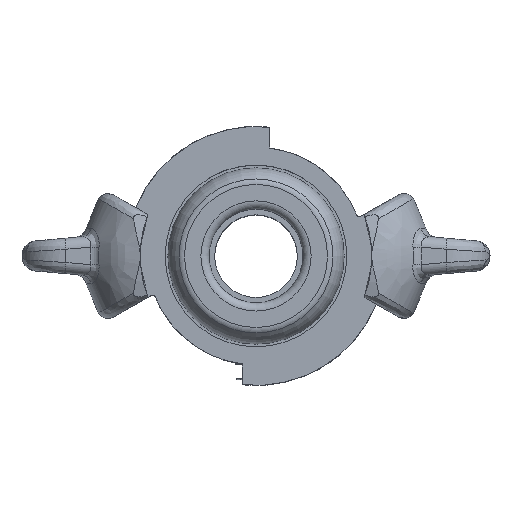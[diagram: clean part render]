
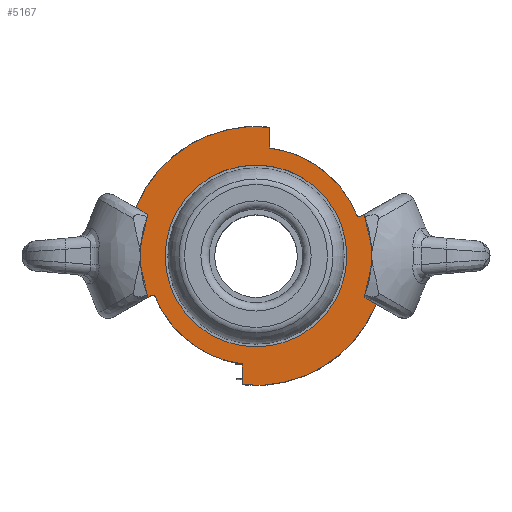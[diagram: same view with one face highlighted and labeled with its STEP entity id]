
A CAD part, top view. The second image highlights one B-rep face of the part: STEP entity #5167.
In plain terms, the highlighted planar face has unit normal (0, 0, 1).
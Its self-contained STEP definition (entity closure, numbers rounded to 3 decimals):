
#44=FACE_BOUND('',#1140,.T.);
#114=PLANE('',#5605);
#195=LINE('',#8680,#373);
#212=LINE('',#9564,#390);
#275=LINE('',#12218,#453);
#277=LINE('',#12224,#455);
#283=LINE('',#12295,#461);
#284=LINE('',#12319,#462);
#373=VECTOR('',#5937,10.);
#390=VECTOR('',#6054,10.);
#453=VECTOR('',#6523,10.);
#455=VECTOR('',#6529,10.);
#461=VECTOR('',#6547,10.);
#462=VECTOR('',#6556,10.);
#836=FACE_OUTER_BOUND('',#1139,.T.);
#1139=EDGE_LOOP('',(#4132,#4133,#4134,#4135,#4136,#4137,#4138,#4139,#4140,
#4141,#4142,#4143,#4144,#4145));
#1140=EDGE_LOOP('',(#4146,#4147));
#1236=CIRCLE('',#5279,0.5);
#1248=CIRCLE('',#5295,19.75);
#1277=CIRCLE('',#5337,19.75);
#1314=CIRCLE('',#5397,0.5);
#1341=CIRCLE('',#5441,16.5);
#1342=CIRCLE('',#5442,16.5);
#1414=CIRCLE('',#5584,25.5);
#1415=CIRCLE('',#5587,25.5);
#1418=CIRCLE('',#5597,23.5);
#1420=CIRCLE('',#5603,23.5);
#1810=VERTEX_POINT('',#7912);
#1811=VERTEX_POINT('',#7913);
#1838=VERTEX_POINT('',#8177);
#1892=VERTEX_POINT('',#8650);
#1893=VERTEX_POINT('',#8652);
#1898=VERTEX_POINT('',#8677);
#1899=VERTEX_POINT('',#8679);
#1961=VERTEX_POINT('',#9561);
#1962=VERTEX_POINT('',#9563);
#1986=VERTEX_POINT('',#9896);
#2017=VERTEX_POINT('',#10418);
#2018=VERTEX_POINT('',#10419);
#2112=VERTEX_POINT('',#12047);
#2116=VERTEX_POINT('',#12128);
#2121=VERTEX_POINT('',#12222);
#2126=VERTEX_POINT('',#12293);
#2301=EDGE_CURVE('',#1810,#1811,#1236,.T.);
#2338=EDGE_CURVE('',#1838,#1810,#1248,.T.);
#2413=EDGE_CURVE('',#1892,#1893,#1277,.T.);
#2421=EDGE_CURVE('',#1898,#1899,#195,.T.);
#2524=EDGE_CURVE('',#1961,#1962,#212,.T.);
#2555=EDGE_CURVE('',#1893,#1986,#1314,.T.);
#2615=EDGE_CURVE('',#2017,#2018,#1341,.T.);
#2616=EDGE_CURVE('',#2018,#2017,#1342,.T.);
#2796=EDGE_CURVE('',#2112,#1898,#1414,.T.);
#2803=EDGE_CURVE('',#2116,#1961,#1415,.T.);
#2814=EDGE_CURVE('',#1811,#2112,#275,.T.);
#2816=EDGE_CURVE('',#1892,#2121,#277,.T.);
#2818=EDGE_CURVE('',#2121,#1899,#1418,.T.);
#2827=EDGE_CURVE('',#1838,#2126,#283,.T.);
#2828=EDGE_CURVE('',#2126,#1962,#1420,.T.);
#2831=EDGE_CURVE('',#1986,#2116,#284,.T.);
#4132=ORIENTED_EDGE('',*,*,#2816,.T.);
#4133=ORIENTED_EDGE('',*,*,#2818,.T.);
#4134=ORIENTED_EDGE('',*,*,#2421,.F.);
#4135=ORIENTED_EDGE('',*,*,#2796,.F.);
#4136=ORIENTED_EDGE('',*,*,#2814,.F.);
#4137=ORIENTED_EDGE('',*,*,#2301,.F.);
#4138=ORIENTED_EDGE('',*,*,#2338,.F.);
#4139=ORIENTED_EDGE('',*,*,#2827,.T.);
#4140=ORIENTED_EDGE('',*,*,#2828,.T.);
#4141=ORIENTED_EDGE('',*,*,#2524,.F.);
#4142=ORIENTED_EDGE('',*,*,#2803,.F.);
#4143=ORIENTED_EDGE('',*,*,#2831,.F.);
#4144=ORIENTED_EDGE('',*,*,#2555,.F.);
#4145=ORIENTED_EDGE('',*,*,#2413,.F.);
#4146=ORIENTED_EDGE('',*,*,#2615,.T.);
#4147=ORIENTED_EDGE('',*,*,#2616,.T.);
#5167=ADVANCED_FACE('',(#836,#44),#114,.F.);
#5279=AXIS2_PLACEMENT_3D('',#7914,#5789,#5790);
#5295=AXIS2_PLACEMENT_3D('',#8179,#5831,#5832);
#5337=AXIS2_PLACEMENT_3D('',#8653,#5925,#5926);
#5397=AXIS2_PLACEMENT_3D('',#9897,#6068,#6069);
#5441=AXIS2_PLACEMENT_3D('',#10420,#6167,#6168);
#5442=AXIS2_PLACEMENT_3D('',#10421,#6169,#6170);
#5584=AXIS2_PLACEMENT_3D('',#12049,#6497,#6498);
#5587=AXIS2_PLACEMENT_3D('',#12130,#6505,#6506);
#5597=AXIS2_PLACEMENT_3D('',#12227,#6533,#6534);
#5603=AXIS2_PLACEMENT_3D('',#12297,#6550,#6551);
#5605=AXIS2_PLACEMENT_3D('',#12318,#6554,#6555);
#5789=DIRECTION('center_axis',(0.,0.,1.));
#5790=DIRECTION('ref_axis',(0.328,0.945,0.));
#5831=DIRECTION('center_axis',(0.,0.,-1.));
#5832=DIRECTION('ref_axis',(-1.,0.,0.));
#5925=DIRECTION('center_axis',(0.,0.,-1.));
#5926=DIRECTION('ref_axis',(-1.,0.,0.));
#5937=DIRECTION('',(0.869,-0.496,0.));
#6054=DIRECTION('',(-0.869,0.496,0.));
#6068=DIRECTION('center_axis',(0.,0.,1.));
#6069=DIRECTION('ref_axis',(-0.328,-0.945,0.));
#6167=DIRECTION('center_axis',(0.,0.,-1.));
#6168=DIRECTION('ref_axis',(1.,0.,0.));
#6169=DIRECTION('center_axis',(0.,0.,-1.));
#6170=DIRECTION('ref_axis',(1.,0.,0.));
#6497=DIRECTION('center_axis',(0.,0.,-1.));
#6498=DIRECTION('ref_axis',(0.,-1.,0.));
#6505=DIRECTION('center_axis',(0.,0.,-1.));
#6506=DIRECTION('ref_axis',(0.,-1.,0.));
#6523=DIRECTION('',(-0.869,-0.496,0.));
#6529=DIRECTION('',(0.,1.,0.));
#6533=DIRECTION('center_axis',(0.,0.,1.));
#6534=DIRECTION('ref_axis',(0.483,-0.876,0.));
#6547=DIRECTION('',(0.,-1.,0.));
#6550=DIRECTION('center_axis',(0.,0.,1.));
#6551=DIRECTION('ref_axis',(0.483,-0.876,0.));
#6554=DIRECTION('center_axis',(0.,0.,-1.));
#6555=DIRECTION('ref_axis',(-1.,0.,0.));
#6556=DIRECTION('',(0.869,0.496,0.));
#7912=CARTESIAN_POINT('',(-18.308,-7.407,1.162));
#7913=CARTESIAN_POINT('',(-19.02,-7.16,1.162));
#7914=CARTESIAN_POINT('Origin',(-18.772,-7.595,1.162));
#8177=CARTESIAN_POINT('',(-2.5,-19.591,1.162));
#8179=CARTESIAN_POINT('Origin',(0.,0.,1.162));
#8650=CARTESIAN_POINT('',(2.5,19.591,1.162));
#8652=CARTESIAN_POINT('',(18.308,7.407,1.162));
#8653=CARTESIAN_POINT('Origin',(0.,0.,1.162));
#8677=CARTESIAN_POINT('',(-23.561,9.752,1.162));
#8679=CARTESIAN_POINT('',(-21.809,8.752,1.162));
#8680=CARTESIAN_POINT('',(-11.801,3.04,1.162));
#9561=CARTESIAN_POINT('',(23.561,-9.752,1.162));
#9563=CARTESIAN_POINT('',(21.809,-8.752,1.162));
#9564=CARTESIAN_POINT('',(17.29,-6.173,1.162));
#9896=CARTESIAN_POINT('',(19.02,7.16,1.162));
#9897=CARTESIAN_POINT('Origin',(18.772,7.595,1.162));
#10418=CARTESIAN_POINT('',(16.5,0.,1.162));
#10419=CARTESIAN_POINT('',(-16.5,0.,1.162));
#10420=CARTESIAN_POINT('Origin',(0.,0.,1.162));
#10421=CARTESIAN_POINT('Origin',(0.,0.,1.162));
#12047=CARTESIAN_POINT('',(-23.561,-9.752,1.162));
#12049=CARTESIAN_POINT('Origin',(0.,0.,1.162));
#12128=CARTESIAN_POINT('',(23.561,9.752,1.162));
#12130=CARTESIAN_POINT('Origin',(0.,0.,1.162));
#12218=CARTESIAN_POINT('',(-12.797,-3.609,1.162));
#12222=CARTESIAN_POINT('',(2.5,23.367,1.162));
#12224=CARTESIAN_POINT('',(2.5,0.,1.162));
#12227=CARTESIAN_POINT('Origin',(0.,0.,1.162));
#12293=CARTESIAN_POINT('',(-2.5,-23.367,1.162));
#12295=CARTESIAN_POINT('',(-2.5,0.,1.162));
#12297=CARTESIAN_POINT('Origin',(0.,0.,1.162));
#12318=CARTESIAN_POINT('Origin',(0.,-12.75,1.162));
#12319=CARTESIAN_POINT('',(7.309,0.477,1.162));
